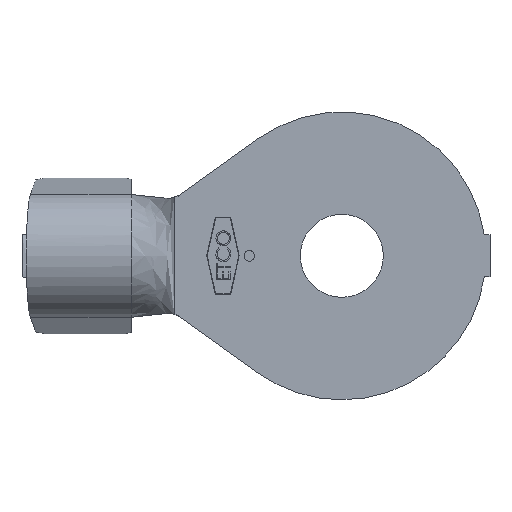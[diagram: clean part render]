
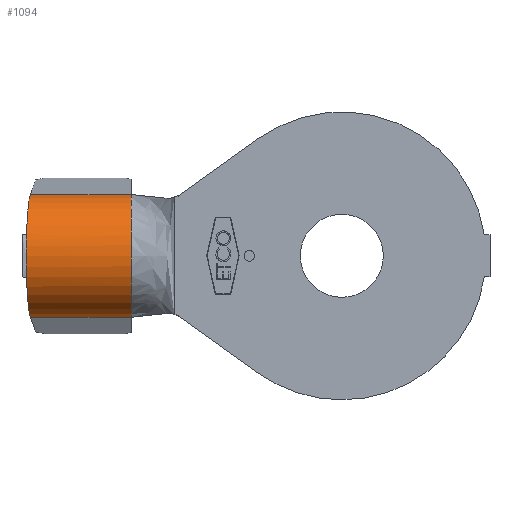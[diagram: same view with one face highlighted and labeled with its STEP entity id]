
A CAD part, front view. The second image highlights one B-rep face of the part: STEP entity #1094.
In plain terms, the highlighted cylindrical face has radius 3.81 mm (diameter 7.62 mm), a partial arc.
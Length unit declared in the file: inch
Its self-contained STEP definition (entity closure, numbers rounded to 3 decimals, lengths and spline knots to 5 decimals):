
#105 = AXIS2_PLACEMENT_3D ( 'NONE', #6162, #6151, #6122 ) ;
#641 = CARTESIAN_POINT ( 'NONE',  ( -0.74922, 0.00894, 0.051 ) ) ;
#1094 = ADVANCED_FACE ( 'NONE', ( #1724 ), #1644, .T. ) ;
#1112 =( BOUNDED_CURVE ( )  B_SPLINE_CURVE ( 3, ( #1656, #1869, #2044, #1527 ),
 .UNSPECIFIED., .F., .F. ) 
 B_SPLINE_CURVE_WITH_KNOTS ( ( 4, 4 ),
 ( 1.80796, 2.79468 ),
 .UNSPECIFIED. ) 
 CURVE ( )  GEOMETRIC_REPRESENTATION_ITEM ( )  RATIONAL_B_SPLINE_CURVE ( ( 1., 0.92, 0.92, 1. ) ) 
 REPRESENTATION_ITEM ( '' )  );
#1289 = ORIENTED_EDGE ( 'NONE', *, *, #3944, .F. ) ;
#1294 = ORIENTED_EDGE ( 'NONE', *, *, #2529, .T. ) ;
#1298 = ORIENTED_EDGE ( 'NONE', *, *, #4693, .F. ) ;
#1305 = ORIENTED_EDGE ( 'NONE', *, *, #4770, .F. ) ;
#1340 = ORIENTED_EDGE ( 'NONE', *, *, #3966, .F. ) ;
#1354 = ORIENTED_EDGE ( 'NONE', *, *, #4780, .F. ) ;
#1527 = CARTESIAN_POINT ( 'NONE',  ( -0.74922, 0.00894, -0.051 ) ) ;
#1644 = CYLINDRICAL_SURFACE ( 'NONE', #2478, 0.15 ) ;
#1656 = CARTESIAN_POINT ( 'NONE',  ( -0.73996, 0.11476, -0.1458 ) ) ;
#1677 = EDGE_LOOP ( 'NONE', ( #1289, #1294, #1298, #1305, #1340, #1354 ) ) ;
#1724 = FACE_OUTER_BOUND ( 'NONE', #1677, .T. ) ;
#1869 = CARTESIAN_POINT ( 'NONE',  ( -0.74434, 0.06475, -0.13371 ) ) ;
#2044 = CARTESIAN_POINT ( 'NONE',  ( -0.74769, 0.02643, -0.09938 ) ) ;
#2478 = AXIS2_PLACEMENT_3D ( 'NONE', #4069, #4058, #4050 ) ;
#2529 = EDGE_CURVE ( 'NONE', #4739, #4151, #5759, .T. ) ;
#2630 = CARTESIAN_POINT ( 'NONE',  ( -0.73996, 0.11476, 0.1458 ) ) ;
#2978 = CARTESIAN_POINT ( 'NONE',  ( -0.5, 0.11476, 0.1458 ) ) ;
#3298 =( BOUNDED_CURVE ( )  B_SPLINE_CURVE ( 3, ( #5783, #5700, #5674, #5652 ),
 .UNSPECIFIED., .F., .F. ) 
 B_SPLINE_CURVE_WITH_KNOTS ( ( 4, 4 ),
 ( 2.79468, 3.48851 ),
 .UNSPECIFIED. ) 
 CURVE ( )  GEOMETRIC_REPRESENTATION_ITEM ( )  RATIONAL_B_SPLINE_CURVE ( ( 1., 0.96, 0.96, 1. ) ) 
 REPRESENTATION_ITEM ( '' )  );
#3429 = CARTESIAN_POINT ( 'NONE',  ( -0.5, 0.11476, -0.1458 ) ) ;
#3714 = VECTOR ( 'NONE', #5707, 39.37008 ) ;
#3728 = LINE ( 'NONE', #5734, #3714 ) ;
#3792 = CIRCLE ( 'NONE', #105, 0.15 ) ;
#3944 = EDGE_CURVE ( 'NONE', #4739, #5713, #1112, .T. ) ;
#3966 = EDGE_CURVE ( 'NONE', #5362, #4238, #6399, .T. ) ;
#4050 = DIRECTION ( 'NONE',  ( 0., 0., -1. ) ) ;
#4055 = CARTESIAN_POINT ( 'NONE',  ( -0.74922, 0.00894, -0.051 ) ) ;
#4058 = DIRECTION ( 'NONE',  ( 1., 0., 0. ) ) ;
#4069 = CARTESIAN_POINT ( 'NONE',  ( -0.75, 0.15, 0. ) ) ;
#4151 = VERTEX_POINT ( 'NONE', #3429 ) ;
#4238 = VERTEX_POINT ( 'NONE', #2630 ) ;
#4693 = EDGE_CURVE ( 'NONE', #5062, #4151, #3792, .T. ) ;
#4739 = VERTEX_POINT ( 'NONE', #5888 ) ;
#4770 = EDGE_CURVE ( 'NONE', #4238, #5062, #3728, .T. ) ;
#4780 = EDGE_CURVE ( 'NONE', #5713, #5362, #3298, .T. ) ;
#5062 = VERTEX_POINT ( 'NONE', #2978 ) ;
#5362 = VERTEX_POINT ( 'NONE', #641 ) ;
#5365 = DIRECTION ( 'NONE',  ( 1., 0., 0. ) ) ;
#5372 = CARTESIAN_POINT ( 'NONE',  ( -0.75, 0.11476, -0.1458 ) ) ;
#5652 = CARTESIAN_POINT ( 'NONE',  ( -0.74922, 0.00894, 0.051 ) ) ;
#5674 = CARTESIAN_POINT ( 'NONE',  ( -0.75027, -0.0031, 0.0177 ) ) ;
#5700 = CARTESIAN_POINT ( 'NONE',  ( -0.75027, -0.0031, -0.0177 ) ) ;
#5707 = DIRECTION ( 'NONE',  ( 1., 0., 0. ) ) ;
#5713 = VERTEX_POINT ( 'NONE', #4055 ) ;
#5734 = CARTESIAN_POINT ( 'NONE',  ( -0.75, 0.11476, 0.1458 ) ) ;
#5753 = VECTOR ( 'NONE', #5365, 39.37008 ) ;
#5759 = LINE ( 'NONE', #5372, #5753 ) ;
#5783 = CARTESIAN_POINT ( 'NONE',  ( -0.74922, 0.00894, -0.051 ) ) ;
#5888 = CARTESIAN_POINT ( 'NONE',  ( -0.73996, 0.11476, -0.1458 ) ) ;
#6122 = DIRECTION ( 'NONE',  ( 0., 0., -1. ) ) ;
#6151 = DIRECTION ( 'NONE',  ( 1., 0., 0. ) ) ;
#6162 = CARTESIAN_POINT ( 'NONE',  ( -0.5, 0.15, 0. ) ) ;
#6362 = CARTESIAN_POINT ( 'NONE',  ( -0.73996, 0.11476, 0.1458 ) ) ;
#6378 = CARTESIAN_POINT ( 'NONE',  ( -0.74922, 0.00894, 0.051 ) ) ;
#6384 = CARTESIAN_POINT ( 'NONE',  ( -0.74769, 0.02643, 0.09938 ) ) ;
#6399 =( BOUNDED_CURVE ( )  B_SPLINE_CURVE ( 3, ( #6378, #6384, #6412, #6362 ),
 .UNSPECIFIED., .F., .T. ) 
 B_SPLINE_CURVE_WITH_KNOTS ( ( 4, 4 ),
 ( 3.48851, 4.47523 ),
 .UNSPECIFIED. ) 
 CURVE ( )  GEOMETRIC_REPRESENTATION_ITEM ( )  RATIONAL_B_SPLINE_CURVE ( ( 1., 0.92, 0.92, 1. ) ) 
 REPRESENTATION_ITEM ( '' )  );
#6412 = CARTESIAN_POINT ( 'NONE',  ( -0.74434, 0.06475, 0.13371 ) ) ;
